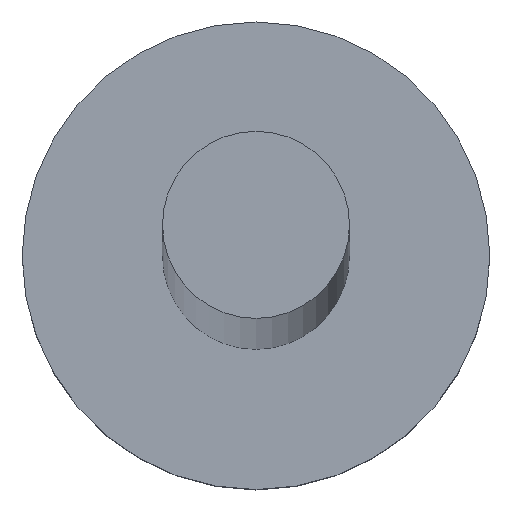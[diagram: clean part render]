
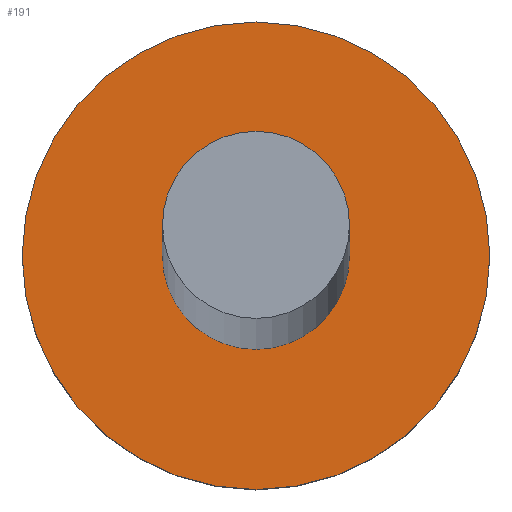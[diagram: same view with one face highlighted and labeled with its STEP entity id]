
A CAD part, top view. The second image highlights one B-rep face of the part: STEP entity #191.
In plain terms, the highlighted planar face has unit normal (0, 0, 1).
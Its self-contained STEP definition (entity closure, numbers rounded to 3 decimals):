
#4 = VERTEX_POINT ( 'NONE', #64 ) ;
#5 = AXIS2_PLACEMENT_3D ( 'NONE', #58, #106, #86 ) ;
#19 = DIRECTION ( 'NONE',  ( 1., 0., 0. ) ) ;
#22 = CARTESIAN_POINT ( 'NONE',  ( 1.25, 0., 1.2 ) ) ;
#41 = FACE_BOUND ( 'NONE', #69, .T. ) ;
#47 = ORIENTED_EDGE ( 'NONE', *, *, #98, .T. ) ;
#48 = EDGE_CURVE ( 'NONE', #122, #4, #152, .T. ) ;
#58 = CARTESIAN_POINT ( 'NONE',  ( 0., 0., 1.2 ) ) ;
#64 = CARTESIAN_POINT ( 'NONE',  ( 0.5, 0., 1.2 ) ) ;
#69 = EDGE_LOOP ( 'NONE', ( #200, #219 ) ) ;
#71 = EDGE_CURVE ( 'NONE', #4, #122, #232, .T. ) ;
#73 = EDGE_LOOP ( 'NONE', ( #162, #47 ) ) ;
#74 = CARTESIAN_POINT ( 'NONE',  ( 0., 0., 1.2 ) ) ;
#86 = DIRECTION ( 'NONE',  ( 1., 0., 0. ) ) ;
#95 = CARTESIAN_POINT ( 'NONE',  ( -1.25, 0., 1.2 ) ) ;
#97 = CIRCLE ( 'NONE', #146, 1.25 ) ;
#98 = EDGE_CURVE ( 'NONE', #144, #244, #116, .T. ) ;
#99 = AXIS2_PLACEMENT_3D ( 'NONE', #226, #131, #188 ) ;
#102 = AXIS2_PLACEMENT_3D ( 'NONE', #74, #251, #135 ) ;
#106 = DIRECTION ( 'NONE',  ( 0., 0., 1. ) ) ;
#112 = CARTESIAN_POINT ( 'NONE',  ( -0.5, 0., 1.2 ) ) ;
#114 = CARTESIAN_POINT ( 'NONE',  ( 0., 0., 1.2 ) ) ;
#116 = CIRCLE ( 'NONE', #5, 1.25 ) ;
#120 = AXIS2_PLACEMENT_3D ( 'NONE', #176, #255, #195 ) ;
#122 = VERTEX_POINT ( 'NONE', #112 ) ;
#131 = DIRECTION ( 'NONE',  ( 0., 0., 1. ) ) ;
#135 = DIRECTION ( 'NONE',  ( 1., 0., 0. ) ) ;
#142 = FACE_OUTER_BOUND ( 'NONE', #73, .T. ) ;
#144 = VERTEX_POINT ( 'NONE', #22 ) ;
#146 = AXIS2_PLACEMENT_3D ( 'NONE', #114, #158, #19 ) ;
#152 = CIRCLE ( 'NONE', #99, 0.5 ) ;
#158 = DIRECTION ( 'NONE',  ( 0., 0., 1. ) ) ;
#162 = ORIENTED_EDGE ( 'NONE', *, *, #163, .T. ) ;
#163 = EDGE_CURVE ( 'NONE', #244, #144, #97, .T. ) ;
#176 = CARTESIAN_POINT ( 'NONE',  ( 0., 0., 1.2 ) ) ;
#188 = DIRECTION ( 'NONE',  ( 1., 0., 0. ) ) ;
#191 = ADVANCED_FACE ( 'NONE', ( #41, #142 ), #216, .T. ) ;
#195 = DIRECTION ( 'NONE',  ( 1., 0., 0. ) ) ;
#200 = ORIENTED_EDGE ( 'NONE', *, *, #48, .F. ) ;
#216 = PLANE ( 'NONE',  #120 ) ;
#219 = ORIENTED_EDGE ( 'NONE', *, *, #71, .F. ) ;
#226 = CARTESIAN_POINT ( 'NONE',  ( 0., 0., 1.2 ) ) ;
#232 = CIRCLE ( 'NONE', #102, 0.5 ) ;
#244 = VERTEX_POINT ( 'NONE', #95 ) ;
#251 = DIRECTION ( 'NONE',  ( 0., 0., 1. ) ) ;
#255 = DIRECTION ( 'NONE',  ( 0., 0., 1. ) ) ;
